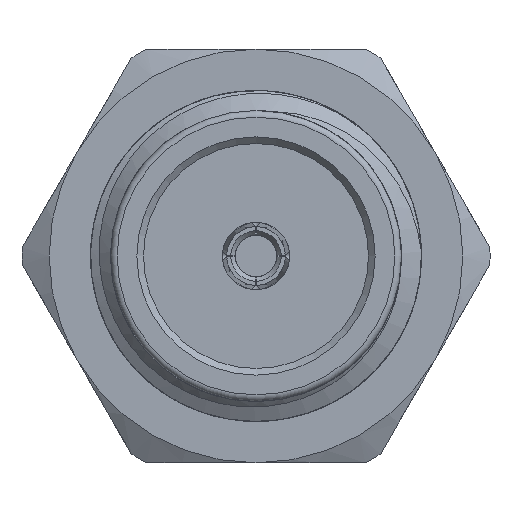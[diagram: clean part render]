
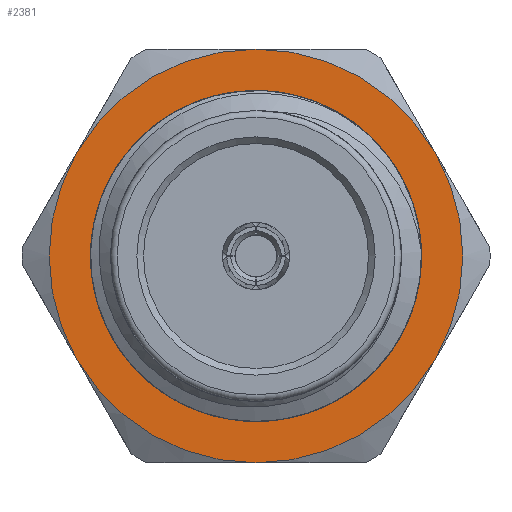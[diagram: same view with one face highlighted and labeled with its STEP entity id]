
A CAD part, left-side view. The second image highlights one B-rep face of the part: STEP entity #2381.
In plain terms, the highlighted planar face has unit normal (-1, 0, 0).
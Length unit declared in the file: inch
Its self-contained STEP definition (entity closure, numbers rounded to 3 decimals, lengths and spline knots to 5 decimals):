
#45 = DIRECTION ( 'NONE',  ( 1., 0., 0. ) ) ;
#55 = AXIS2_PLACEMENT_3D ( 'NONE', #1243, #57, #339 ) ;
#57 = DIRECTION ( 'NONE',  ( -1., 0., 0. ) ) ;
#72 = FACE_BOUND ( 'NONE', #2999, .T. ) ;
#114 = EDGE_CURVE ( 'NONE', #1466, #3281, #1659, .T. ) ;
#141 = ORIENTED_EDGE ( 'NONE', *, *, #2980, .T. ) ;
#163 = AXIS2_PLACEMENT_3D ( 'NONE', #3885, #3593, #2074 ) ;
#176 = VERTEX_POINT ( 'NONE', #1215 ) ;
#277 = DIRECTION ( 'NONE',  ( -1., 0., 0. ) ) ;
#329 = CIRCLE ( 'NONE', #338, 0.10989 ) ;
#338 = AXIS2_PLACEMENT_3D ( 'NONE', #3350, #45, #2136 ) ;
#339 = DIRECTION ( 'NONE',  ( 0., 0., 1. ) ) ;
#384 = DIRECTION ( 'NONE',  ( -1., 0., 0. ) ) ;
#443 = CARTESIAN_POINT ( 'NONE',  ( 0.296, 0., 0. ) ) ;
#450 = EDGE_LOOP ( 'NONE', ( #1128, #551, #3667, #2447, #141, #2780 ) ) ;
#551 = ORIENTED_EDGE ( 'NONE', *, *, #2371, .T. ) ;
#559 = VERTEX_POINT ( 'NONE', #949 ) ;
#578 = CIRCLE ( 'NONE', #3815, 0.15625 ) ;
#598 = EDGE_CURVE ( 'NONE', #3209, #3209, #329, .T. ) ;
#722 = CARTESIAN_POINT ( 'NONE',  ( 0.296, 0., 0. ) ) ;
#828 = AXIS2_PLACEMENT_3D ( 'NONE', #722, #384, #2547 ) ;
#829 = CARTESIAN_POINT ( 'NONE',  ( 0.296, 0., 0. ) ) ;
#865 = CIRCLE ( 'NONE', #1650, 0.15625 ) ;
#882 = VERTEX_POINT ( 'NONE', #1697 ) ;
#890 = VERTEX_POINT ( 'NONE', #3161 ) ;
#936 = CARTESIAN_POINT ( 'NONE',  ( 0.296, 0., 0. ) ) ;
#949 = CARTESIAN_POINT ( 'NONE',  ( 0.296, 0.13532, 0.07812 ) ) ;
#963 = CARTESIAN_POINT ( 'NONE',  ( 0.296, 0., 0.15625 ) ) ;
#1015 = CIRCLE ( 'NONE', #828, 0.15625 ) ;
#1051 = DIRECTION ( 'NONE',  ( -1., 0., 0. ) ) ;
#1128 = ORIENTED_EDGE ( 'NONE', *, *, #114, .T. ) ;
#1215 = CARTESIAN_POINT ( 'NONE',  ( 0.296, 0., -0.15625 ) ) ;
#1241 = EDGE_CURVE ( 'NONE', #882, #176, #2327, .T. ) ;
#1243 = CARTESIAN_POINT ( 'NONE',  ( 0.296, 0., 0. ) ) ;
#1410 = ORIENTED_EDGE ( 'NONE', *, *, #598, .T. ) ;
#1426 = CARTESIAN_POINT ( 'NONE',  ( 0.296, 0., 0. ) ) ;
#1466 = VERTEX_POINT ( 'NONE', #2189 ) ;
#1468 = EDGE_CURVE ( 'NONE', #559, #882, #1015, .T. ) ;
#1537 = DIRECTION ( 'NONE',  ( -1., 0., 0. ) ) ;
#1582 = CIRCLE ( 'NONE', #3582, 0.15625 ) ;
#1650 = AXIS2_PLACEMENT_3D ( 'NONE', #829, #277, #3863 ) ;
#1659 = CIRCLE ( 'NONE', #3455, 0.15625 ) ;
#1697 = CARTESIAN_POINT ( 'NONE',  ( 0.296, 0.13532, -0.07812 ) ) ;
#2074 = DIRECTION ( 'NONE',  ( 0., 0., 1. ) ) ;
#2136 = DIRECTION ( 'NONE',  ( 0., 0., 1. ) ) ;
#2189 = CARTESIAN_POINT ( 'NONE',  ( 0.296, -0.13532, 0.07813 ) ) ;
#2327 = CIRCLE ( 'NONE', #55, 0.15625 ) ;
#2348 = DIRECTION ( 'NONE',  ( 0., 0., 1. ) ) ;
#2371 = EDGE_CURVE ( 'NONE', #3281, #559, #865, .T. ) ;
#2381 = ADVANCED_FACE ( 'NONE', ( #72, #2474 ), #3262, .T. ) ;
#2447 = ORIENTED_EDGE ( 'NONE', *, *, #1241, .T. ) ;
#2474 = FACE_OUTER_BOUND ( 'NONE', #450, .T. ) ;
#2524 = EDGE_CURVE ( 'NONE', #890, #1466, #578, .T. ) ;
#2547 = DIRECTION ( 'NONE',  ( 0., 0., 1. ) ) ;
#2715 = DIRECTION ( 'NONE',  ( 0., 0., 1. ) ) ;
#2780 = ORIENTED_EDGE ( 'NONE', *, *, #2524, .T. ) ;
#2980 = EDGE_CURVE ( 'NONE', #176, #890, #1582, .T. ) ;
#2999 = EDGE_LOOP ( 'NONE', ( #1410 ) ) ;
#3161 = CARTESIAN_POINT ( 'NONE',  ( 0.296, -0.13532, -0.07813 ) ) ;
#3209 = VERTEX_POINT ( 'NONE', #3310 ) ;
#3262 = PLANE ( 'NONE',  #163 ) ;
#3281 = VERTEX_POINT ( 'NONE', #963 ) ;
#3310 = CARTESIAN_POINT ( 'NONE',  ( 0.296, 0., 0.10989 ) ) ;
#3350 = CARTESIAN_POINT ( 'NONE',  ( 0.296, 0., 0. ) ) ;
#3455 = AXIS2_PLACEMENT_3D ( 'NONE', #1426, #3537, #2348 ) ;
#3537 = DIRECTION ( 'NONE',  ( -1., 0., 0. ) ) ;
#3582 = AXIS2_PLACEMENT_3D ( 'NONE', #443, #1051, #3766 ) ;
#3593 = DIRECTION ( 'NONE',  ( -1., 0., 0. ) ) ;
#3667 = ORIENTED_EDGE ( 'NONE', *, *, #1468, .T. ) ;
#3766 = DIRECTION ( 'NONE',  ( 0., 0., 1. ) ) ;
#3815 = AXIS2_PLACEMENT_3D ( 'NONE', #936, #1537, #2715 ) ;
#3863 = DIRECTION ( 'NONE',  ( 0., 0., 1. ) ) ;
#3885 = CARTESIAN_POINT ( 'NONE',  ( 0.296, 0., 0. ) ) ;
